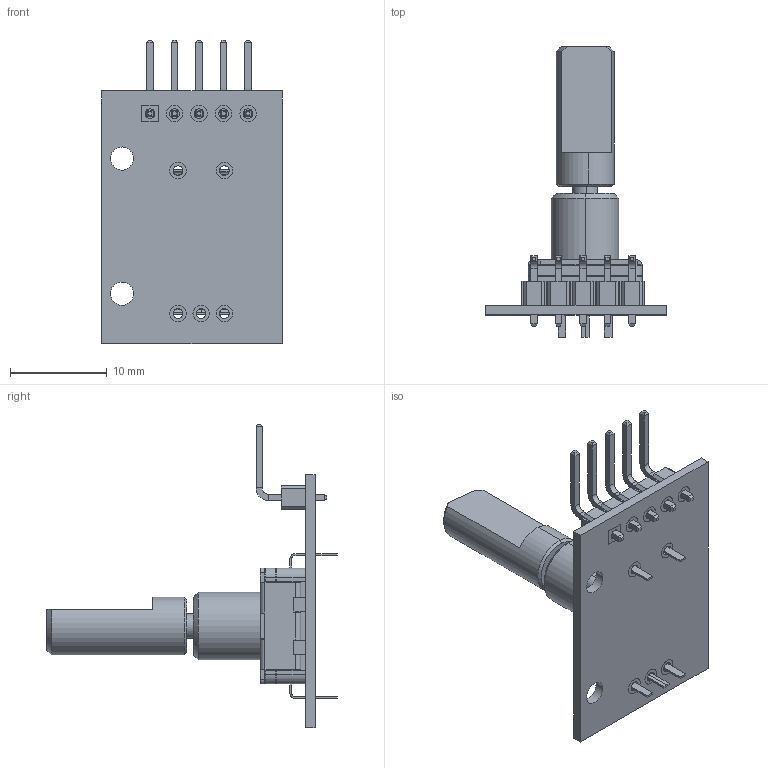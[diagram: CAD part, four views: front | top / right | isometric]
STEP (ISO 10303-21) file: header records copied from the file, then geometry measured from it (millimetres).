
FILE_DESCRIPTION (( 'STEP AP203' ), '1' );
FILE_NAME ('KY-040 Rotary Encoder.STEP', '2021-01-01T17:26:12', ( '' ), ( '' ), 'SwSTEP 2.0', 'SolidWorks 2020', '' );
FILE_SCHEMA (( 'CONFIG_CONTROL_DESIGN' ));
Length unit declared in the file: millimetre
Products named in the file (5): 2.54 5PIN 90; KY-040 Rotary Encoder; pcb; Rotary Encoder; D-handle
Assembly tree (4 placements, depth 2):
  KY-040 Rotary Encoder
    Rotary Encoder
    D-handle
    pcb
    2.54 5PIN 90
Bounding box: 18.7 x 30.1 x 31.47 mm (x, y, z)
Volume: 1822.7 mm3; surface area: 3300.5 mm2
Topology: 16 solids, 16 shells, 1118 faces, 2872 edges, 1858 vertices
Faces by surface type: plane 692, bspline 284, cylinder 137, cone 5
Entity records: 44190 total; most frequent: CARTESIAN_POINT 18233, ORIENTED_EDGE 5744, DIRECTION 4265, EDGE_CURVE 2872, VECTOR 2021, LINE 2021, VERTEX_POINT 1858, EDGE_LOOP 1214
